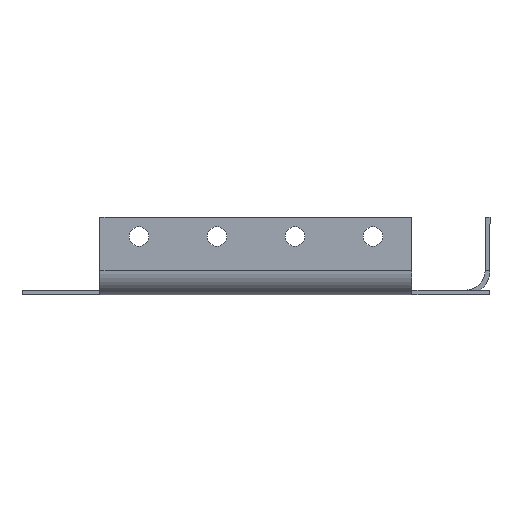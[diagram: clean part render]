
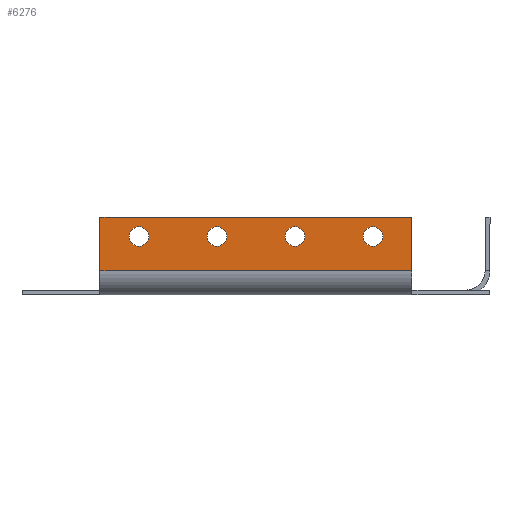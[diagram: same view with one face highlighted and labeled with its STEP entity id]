
A CAD part, left-side view. The second image highlights one B-rep face of the part: STEP entity #6276.
In plain terms, the highlighted planar face has unit normal (-1, 0, 0).
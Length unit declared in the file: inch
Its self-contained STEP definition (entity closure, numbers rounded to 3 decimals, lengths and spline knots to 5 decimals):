
#113 = EDGE_CURVE ( 'NONE', #10479, #1872, #9136, .T. ) ;
#195 = VERTEX_POINT ( 'NONE', #6656 ) ;
#208 = AXIS2_PLACEMENT_3D ( 'NONE', #3369, #11677, #9492 ) ;
#699 = LINE ( 'NONE', #3348, #2318 ) ;
#816 = ORIENTED_EDGE ( 'NONE', *, *, #11422, .F. ) ;
#1041 = EDGE_LOOP ( 'NONE', ( #11574, #6116 ) ) ;
#1148 = EDGE_CURVE ( 'NONE', #10809, #9333, #7654, .T. ) ;
#1195 = CIRCLE ( 'NONE', #4266, 0.125 ) ;
#1216 = FACE_BOUND ( 'NONE', #10971, .T. ) ;
#1264 = ORIENTED_EDGE ( 'NONE', *, *, #10164, .F. ) ;
#1399 = EDGE_CURVE ( 'NONE', #6233, #8447, #1637, .T. ) ;
#1637 = LINE ( 'NONE', #9654, #13191 ) ;
#1740 = CIRCLE ( 'NONE', #2765, 0.125 ) ;
#1848 = CIRCLE ( 'NONE', #2181, 0.125 ) ;
#1872 = VERTEX_POINT ( 'NONE', #3537 ) ;
#1978 = EDGE_CURVE ( 'NONE', #5809, #11139, #5697, .T. ) ;
#2012 = ORIENTED_EDGE ( 'NONE', *, *, #10847, .F. ) ;
#2086 = CIRCLE ( 'NONE', #9281, 0.125 ) ;
#2181 = AXIS2_PLACEMENT_3D ( 'NONE', #2868, #4864, #12116 ) ;
#2192 = CARTESIAN_POINT ( 'NONE',  ( -0.001, -0.29599, 1. ) ) ;
#2318 = VECTOR ( 'NONE', #6455, 39.37008 ) ;
#2331 = DIRECTION ( 'NONE',  ( -1., 0., 0. ) ) ;
#2356 = FACE_BOUND ( 'NONE', #12919, .T. ) ;
#2494 = DIRECTION ( 'NONE',  ( 0., 0., 1. ) ) ;
#2513 = CARTESIAN_POINT ( 'NONE',  ( -0.001, 3.70401, 1. ) ) ;
#2556 = CARTESIAN_POINT ( 'NONE',  ( -0.001, 1.20401, 0.75 ) ) ;
#2765 = AXIS2_PLACEMENT_3D ( 'NONE', #12665, #2331, #9594 ) ;
#2868 = CARTESIAN_POINT ( 'NONE',  ( -0.001, 1.20401, 0.75 ) ) ;
#2894 = DIRECTION ( 'NONE',  ( 0., 0., 1. ) ) ;
#3348 = CARTESIAN_POINT ( 'NONE',  ( -0.001, 0., 0.3125 ) ) ;
#3369 = CARTESIAN_POINT ( 'NONE',  ( -0.001, 3.20401, 0.75 ) ) ;
#3410 = DIRECTION ( 'NONE',  ( -1., 0., 0. ) ) ;
#3453 = DIRECTION ( 'NONE',  ( 0., -1., 0. ) ) ;
#3499 = EDGE_LOOP ( 'NONE', ( #11075, #2012 ) ) ;
#3537 = CARTESIAN_POINT ( 'NONE',  ( -0.001, 3.20401, 0.625 ) ) ;
#3553 = EDGE_CURVE ( 'NONE', #1872, #10479, #11362, .T. ) ;
#3691 = CARTESIAN_POINT ( 'NONE',  ( -0.001, 1.20401, 0.875 ) ) ;
#3958 = VERTEX_POINT ( 'NONE', #6888 ) ;
#3968 = ORIENTED_EDGE ( 'NONE', *, *, #1148, .F. ) ;
#3969 = AXIS2_PLACEMENT_3D ( 'NONE', #4054, #4917, #8036 ) ;
#4054 = CARTESIAN_POINT ( 'NONE',  ( -0.001, 3.20401, 0.75 ) ) ;
#4058 = EDGE_CURVE ( 'NONE', #195, #4269, #2086, .T. ) ;
#4112 = EDGE_CURVE ( 'NONE', #9333, #6233, #5652, .T. ) ;
#4266 = AXIS2_PLACEMENT_3D ( 'NONE', #11181, #13149, #2894 ) ;
#4269 = VERTEX_POINT ( 'NONE', #11902 ) ;
#4508 = AXIS2_PLACEMENT_3D ( 'NONE', #10775, #11817, #2494 ) ;
#4640 = ORIENTED_EDGE ( 'NONE', *, *, #1978, .F. ) ;
#4864 = DIRECTION ( 'NONE',  ( -1., 0., 0. ) ) ;
#4878 = EDGE_LOOP ( 'NONE', ( #3968, #9173, #5063, #9785 ) ) ;
#4917 = DIRECTION ( 'NONE',  ( -1., 0., 0. ) ) ;
#5063 = ORIENTED_EDGE ( 'NONE', *, *, #1399, .F. ) ;
#5354 = CARTESIAN_POINT ( 'NONE',  ( -0.001, 0.20401, 0.625 ) ) ;
#5457 = CARTESIAN_POINT ( 'NONE',  ( -0.001, -0.29599, 1. ) ) ;
#5652 = LINE ( 'NONE', #5457, #10193 ) ;
#5697 = CIRCLE ( 'NONE', #13384, 0.125 ) ;
#5809 = VERTEX_POINT ( 'NONE', #5354 ) ;
#6116 = ORIENTED_EDGE ( 'NONE', *, *, #113, .F. ) ;
#6233 = VERTEX_POINT ( 'NONE', #2192 ) ;
#6276 = ADVANCED_FACE ( 'NONE', ( #1216, #2356, #13112, #9669, #6608 ), #12742, .T. ) ;
#6436 = CARTESIAN_POINT ( 'NONE',  ( -0.001, -0.29599, 0.3125 ) ) ;
#6455 = DIRECTION ( 'NONE',  ( 0., -1., 0. ) ) ;
#6471 = VERTEX_POINT ( 'NONE', #3691 ) ;
#6510 = DIRECTION ( 'NONE',  ( 0., 0., 1. ) ) ;
#6608 = FACE_OUTER_BOUND ( 'NONE', #4878, .T. ) ;
#6656 = CARTESIAN_POINT ( 'NONE',  ( -0.001, 2.20401, 0.625 ) ) ;
#6888 = CARTESIAN_POINT ( 'NONE',  ( -0.001, 1.20401, 0.625 ) ) ;
#7591 = CARTESIAN_POINT ( 'NONE',  ( -0.001, 2.20401, 0.75 ) ) ;
#7624 = DIRECTION ( 'NONE',  ( 0., 0., -1. ) ) ;
#7654 = LINE ( 'NONE', #9210, #11231 ) ;
#8036 = DIRECTION ( 'NONE',  ( 0., 0., 1. ) ) ;
#8447 = VERTEX_POINT ( 'NONE', #6436 ) ;
#8937 = DIRECTION ( 'NONE',  ( 0., 0., 1. ) ) ;
#9004 = CARTESIAN_POINT ( 'NONE',  ( -0.001, 3.70401, 0.3125 ) ) ;
#9136 = CIRCLE ( 'NONE', #208, 0.125 ) ;
#9149 = EDGE_CURVE ( 'NONE', #11139, #5809, #1740, .T. ) ;
#9173 = ORIENTED_EDGE ( 'NONE', *, *, #12535, .T. ) ;
#9210 = CARTESIAN_POINT ( 'NONE',  ( -0.001, 3.70401, 1. ) ) ;
#9281 = AXIS2_PLACEMENT_3D ( 'NONE', #7591, #3410, #6510 ) ;
#9333 = VERTEX_POINT ( 'NONE', #2513 ) ;
#9492 = DIRECTION ( 'NONE',  ( 0., 0., 1. ) ) ;
#9594 = DIRECTION ( 'NONE',  ( 0., 0., 1. ) ) ;
#9654 = CARTESIAN_POINT ( 'NONE',  ( -0.001, -0.29599, 0.0625 ) ) ;
#9669 = FACE_BOUND ( 'NONE', #1041, .T. ) ;
#9785 = ORIENTED_EDGE ( 'NONE', *, *, #4112, .F. ) ;
#9812 = ORIENTED_EDGE ( 'NONE', *, *, #9149, .F. ) ;
#9862 = DIRECTION ( 'NONE',  ( -1., 0., 0. ) ) ;
#9910 = DIRECTION ( 'NONE',  ( 0., 0., 1. ) ) ;
#10164 = EDGE_CURVE ( 'NONE', #6471, #3958, #12451, .T. ) ;
#10193 = VECTOR ( 'NONE', #3453, 39.37008 ) ;
#10206 = DIRECTION ( 'NONE',  ( 0., 0., 1. ) ) ;
#10479 = VERTEX_POINT ( 'NONE', #11023 ) ;
#10701 = AXIS2_PLACEMENT_3D ( 'NONE', #2556, #9862, #9910 ) ;
#10775 = CARTESIAN_POINT ( 'NONE',  ( -0.001, 0., 0. ) ) ;
#10809 = VERTEX_POINT ( 'NONE', #9004 ) ;
#10847 = EDGE_CURVE ( 'NONE', #4269, #195, #1195, .T. ) ;
#10971 = EDGE_LOOP ( 'NONE', ( #4640, #9812 ) ) ;
#10986 = CARTESIAN_POINT ( 'NONE',  ( -0.001, 0.20401, 0.75 ) ) ;
#11023 = CARTESIAN_POINT ( 'NONE',  ( -0.001, 3.20401, 0.875 ) ) ;
#11028 = DIRECTION ( 'NONE',  ( -1., 0., 0. ) ) ;
#11075 = ORIENTED_EDGE ( 'NONE', *, *, #4058, .F. ) ;
#11139 = VERTEX_POINT ( 'NONE', #12846 ) ;
#11181 = CARTESIAN_POINT ( 'NONE',  ( -0.001, 2.20401, 0.75 ) ) ;
#11231 = VECTOR ( 'NONE', #10206, 39.37008 ) ;
#11362 = CIRCLE ( 'NONE', #3969, 0.125 ) ;
#11422 = EDGE_CURVE ( 'NONE', #3958, #6471, #1848, .T. ) ;
#11574 = ORIENTED_EDGE ( 'NONE', *, *, #3553, .F. ) ;
#11677 = DIRECTION ( 'NONE',  ( -1., 0., 0. ) ) ;
#11817 = DIRECTION ( 'NONE',  ( -1., 0., 0. ) ) ;
#11902 = CARTESIAN_POINT ( 'NONE',  ( -0.001, 2.20401, 0.875 ) ) ;
#12116 = DIRECTION ( 'NONE',  ( 0., 0., 1. ) ) ;
#12451 = CIRCLE ( 'NONE', #10701, 0.125 ) ;
#12535 = EDGE_CURVE ( 'NONE', #10809, #8447, #699, .T. ) ;
#12665 = CARTESIAN_POINT ( 'NONE',  ( -0.001, 0.20401, 0.75 ) ) ;
#12742 = PLANE ( 'NONE',  #4508 ) ;
#12846 = CARTESIAN_POINT ( 'NONE',  ( -0.001, 0.20401, 0.875 ) ) ;
#12919 = EDGE_LOOP ( 'NONE', ( #816, #1264 ) ) ;
#13112 = FACE_BOUND ( 'NONE', #3499, .T. ) ;
#13149 = DIRECTION ( 'NONE',  ( -1., 0., 0. ) ) ;
#13191 = VECTOR ( 'NONE', #7624, 39.37008 ) ;
#13384 = AXIS2_PLACEMENT_3D ( 'NONE', #10986, #11028, #8937 ) ;
